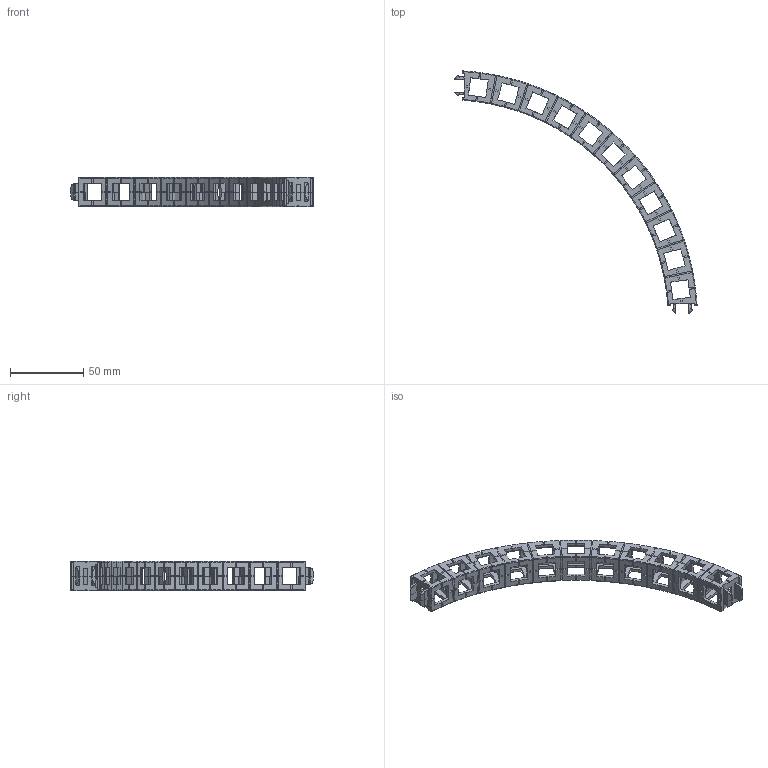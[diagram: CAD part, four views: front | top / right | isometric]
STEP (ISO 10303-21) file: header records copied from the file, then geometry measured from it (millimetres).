
FILE_DESCRIPTION (( 'STEP AP203' ), '1' );
FILE_NAME ('20-00110.STEP', '2014-04-14T00:45:30', ( 'Nicholas Morozovsky' ), ( '' ), 'SwSTEP 2.0', 'SolidWorks 2012', '' );
FILE_SCHEMA (( 'CONFIG_CONTROL_DESIGN' ));
Products named in the file (1): 20-00110
Bounding box: 164.97 x 164.97 x 20 mm (x, y, z)
Volume: 25424.8 mm3; surface area: 32914.7 mm2
Topology: 2 solids, 2 shells, 1747 faces, 5249 edges, 3452 vertices
Faces by surface type: plane 1012, cylinder 506, torus 171, cone 48, sphere 10
Entity records: 59889 total; most frequent: CARTESIAN_POINT 12157, ORIENTED_EDGE 10386, DIRECTION 9808, EDGE_CURVE 5193, VERTEX_POINT 3450, LINE 3342, VECTOR 3342, AXIS2_PLACEMENT_3D 3233
